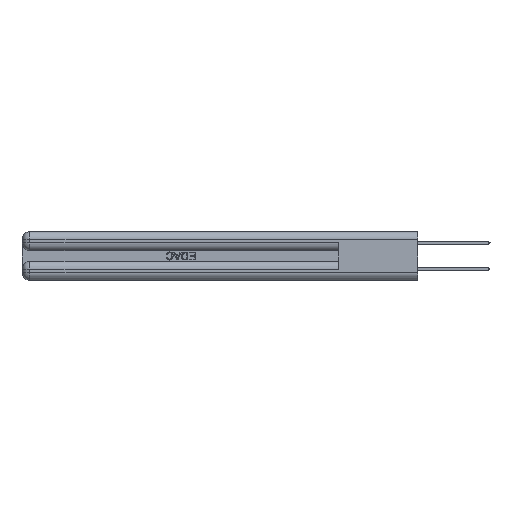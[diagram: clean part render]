
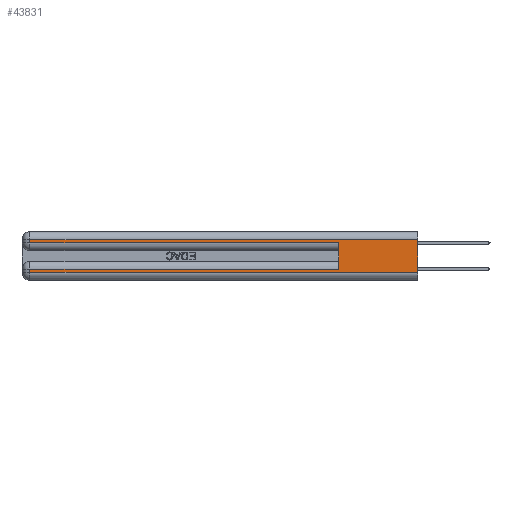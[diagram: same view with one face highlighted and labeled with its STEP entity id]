
A CAD part, left-side view. The second image highlights one B-rep face of the part: STEP entity #43831.
In plain terms, the highlighted planar face has unit normal (-1, 0, 0).
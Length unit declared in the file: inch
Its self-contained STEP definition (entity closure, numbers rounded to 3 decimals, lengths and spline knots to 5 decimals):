
#543 = VERTEX_POINT ( 'NONE', #35173 ) ;
#1397 = ORIENTED_EDGE ( 'NONE', *, *, #42714, .F. ) ;
#2032 = CARTESIAN_POINT ( 'NONE',  ( 0., 0., 0.06 ) ) ;
#2194 = DIRECTION ( 'NONE',  ( 0., -1., 0. ) ) ;
#2607 = LINE ( 'NONE', #2032, #37005 ) ;
#3612 = ORIENTED_EDGE ( 'NONE', *, *, #43846, .T. ) ;
#4106 = VERTEX_POINT ( 'NONE', #34405 ) ;
#5902 = CARTESIAN_POINT ( 'NONE',  ( 0., 2.94, 0.37 ) ) ;
#7263 = EDGE_LOOP ( 'NONE', ( #1397, #29895, #30055, #3612, #38201, #23319, #16877, #13760 ) ) ;
#7376 = VERTEX_POINT ( 'NONE', #28320 ) ;
#7472 = CARTESIAN_POINT ( 'NONE',  ( 0., 0.6, 0.285 ) ) ;
#7734 = LINE ( 'NONE', #46776, #11366 ) ;
#8726 = EDGE_CURVE ( 'NONE', #38698, #543, #28559, .T. ) ;
#10078 = EDGE_CURVE ( 'NONE', #24017, #17274, #35721, .T. ) ;
#11366 = VECTOR ( 'NONE', #46947, 39.37008 ) ;
#12388 = VECTOR ( 'NONE', #20240, 39.37008 ) ;
#13021 = LINE ( 'NONE', #18906, #42566 ) ;
#13721 = LINE ( 'NONE', #5902, #33641 ) ;
#13760 = ORIENTED_EDGE ( 'NONE', *, *, #32833, .T. ) ;
#14171 = CARTESIAN_POINT ( 'NONE',  ( 0., 2.94, 0.085 ) ) ;
#14261 = FACE_OUTER_BOUND ( 'NONE', #7263, .T. ) ;
#16026 = LINE ( 'NONE', #35728, #12388 ) ;
#16877 = ORIENTED_EDGE ( 'NONE', *, *, #28387, .T. ) ;
#17274 = VERTEX_POINT ( 'NONE', #14171 ) ;
#17514 = DIRECTION ( 'NONE',  ( 0., 1., 0. ) ) ;
#18831 = DIRECTION ( 'NONE',  ( 0., 0., -1. ) ) ;
#18906 = CARTESIAN_POINT ( 'NONE',  ( 0., 0., 0.285 ) ) ;
#20240 = DIRECTION ( 'NONE',  ( 0., 0., 1. ) ) ;
#21770 = AXIS2_PLACEMENT_3D ( 'NONE', #30992, #42134, #26475 ) ;
#21859 = VECTOR ( 'NONE', #48967, 39.37008 ) ;
#22240 = CARTESIAN_POINT ( 'NONE',  ( 0., 0., 0.085 ) ) ;
#23101 = DIRECTION ( 'NONE',  ( 0., -1., 0. ) ) ;
#23319 = ORIENTED_EDGE ( 'NONE', *, *, #10078, .T. ) ;
#24017 = VERTEX_POINT ( 'NONE', #39789 ) ;
#26088 = VECTOR ( 'NONE', #18831, 39.37008 ) ;
#26475 = DIRECTION ( 'NONE',  ( 0., 0., -1. ) ) ;
#28320 = CARTESIAN_POINT ( 'NONE',  ( 0., 0., 0.06 ) ) ;
#28387 = EDGE_CURVE ( 'NONE', #17274, #48150, #46588, .T. ) ;
#28559 = LINE ( 'NONE', #36694, #41789 ) ;
#29329 = DIRECTION ( 'NONE',  ( 0., 0., -1. ) ) ;
#29895 = ORIENTED_EDGE ( 'NONE', *, *, #8726, .T. ) ;
#30055 = ORIENTED_EDGE ( 'NONE', *, *, #37019, .T. ) ;
#30992 = CARTESIAN_POINT ( 'NONE',  ( 0., 0., 0.37 ) ) ;
#32833 = EDGE_CURVE ( 'NONE', #48150, #7376, #2607, .T. ) ;
#33641 = VECTOR ( 'NONE', #29329, 39.37008 ) ;
#34405 = CARTESIAN_POINT ( 'NONE',  ( 0., 2.94, 0.285 ) ) ;
#35173 = CARTESIAN_POINT ( 'NONE',  ( 0., 2.94, 0.31 ) ) ;
#35721 = LINE ( 'NONE', #22240, #21859 ) ;
#35728 = CARTESIAN_POINT ( 'NONE',  ( 0., 0.6, 0.145 ) ) ;
#36316 = CARTESIAN_POINT ( 'NONE',  ( 0., 2.94, 0.06 ) ) ;
#36694 = CARTESIAN_POINT ( 'NONE',  ( 0., 0., 0.31 ) ) ;
#37005 = VECTOR ( 'NONE', #2194, 39.37008 ) ;
#37019 = EDGE_CURVE ( 'NONE', #543, #4106, #13721, .T. ) ;
#38201 = ORIENTED_EDGE ( 'NONE', *, *, #43994, .F. ) ;
#38698 = VERTEX_POINT ( 'NONE', #42518 ) ;
#39789 = CARTESIAN_POINT ( 'NONE',  ( 0., 0.6, 0.085 ) ) ;
#41789 = VECTOR ( 'NONE', #17514, 39.37008 ) ;
#42134 = DIRECTION ( 'NONE',  ( 1., 0., 0. ) ) ;
#42518 = CARTESIAN_POINT ( 'NONE',  ( 0., 0., 0.31 ) ) ;
#42566 = VECTOR ( 'NONE', #23101, 39.37008 ) ;
#42714 = EDGE_CURVE ( 'NONE', #38698, #7376, #7734, .T. ) ;
#43831 = ADVANCED_FACE ( 'NONE', ( #14261 ), #46013, .F. ) ;
#43846 = EDGE_CURVE ( 'NONE', #4106, #45072, #13021, .T. ) ;
#43994 = EDGE_CURVE ( 'NONE', #24017, #45072, #16026, .T. ) ;
#45072 = VERTEX_POINT ( 'NONE', #7472 ) ;
#45601 = CARTESIAN_POINT ( 'NONE',  ( 0., 2.94, 0.37 ) ) ;
#46013 = PLANE ( 'NONE',  #21770 ) ;
#46588 = LINE ( 'NONE', #45601, #26088 ) ;
#46776 = CARTESIAN_POINT ( 'NONE',  ( 0., 0., 0.37 ) ) ;
#46947 = DIRECTION ( 'NONE',  ( 0., 0., -1. ) ) ;
#48150 = VERTEX_POINT ( 'NONE', #36316 ) ;
#48967 = DIRECTION ( 'NONE',  ( 0., 1., 0. ) ) ;
